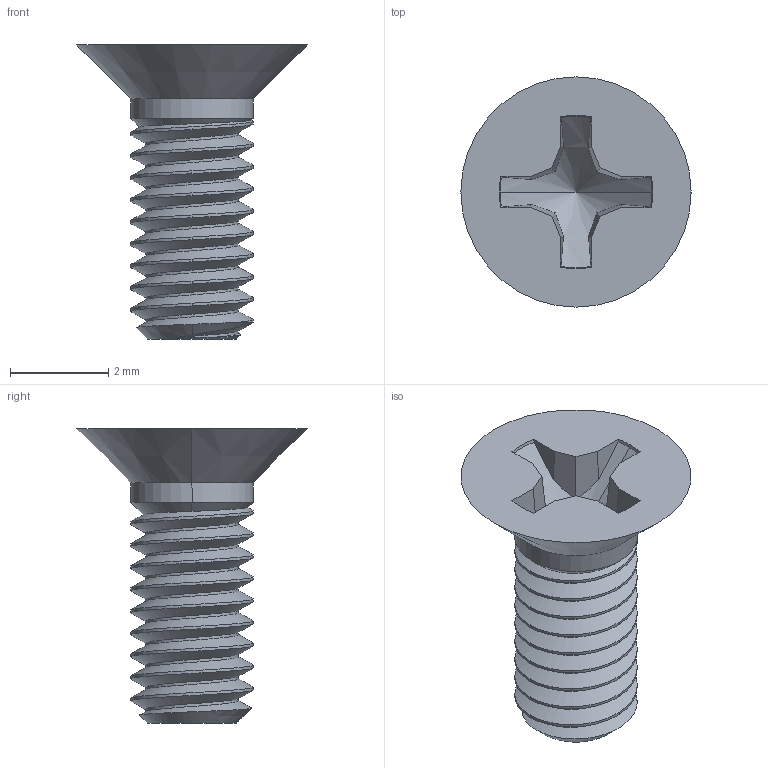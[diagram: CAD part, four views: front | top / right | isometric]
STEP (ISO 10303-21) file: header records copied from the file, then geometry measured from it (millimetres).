
FILE_DESCRIPTION (( 'STEP AP203' ), '1' );
FILE_NAME ('91801A135.step', '2012-06-07T21:23:11', ( 'Admin' ), ( 'Microsoft' ), 'SwSTEP 2.0', 'SolidWorks 2012', '' );
FILE_SCHEMA (( 'CONFIG_CONTROL_DESIGN' ));
Length unit declared in the file: millimetre
Products named in the file (1): 91801A135
Bounding box: 4.7 x 4.7 x 6 mm (x, y, z)
Volume: 27.8 mm3; surface area: 101.8 mm2
Topology: 1 solids, 1 shells, 58 faces, 163 edges, 106 vertices
Faces by surface type: cylinder 21, plane 18, cone 16, bspline 3
Entity records: 3368 total; most frequent: CARTESIAN_POINT 1997, ORIENTED_EDGE 322, DIRECTION 214, EDGE_CURVE 161, VERTEX_POINT 106, AXIS2_PLACEMENT_3D 77, LINE 60, VECTOR 60
